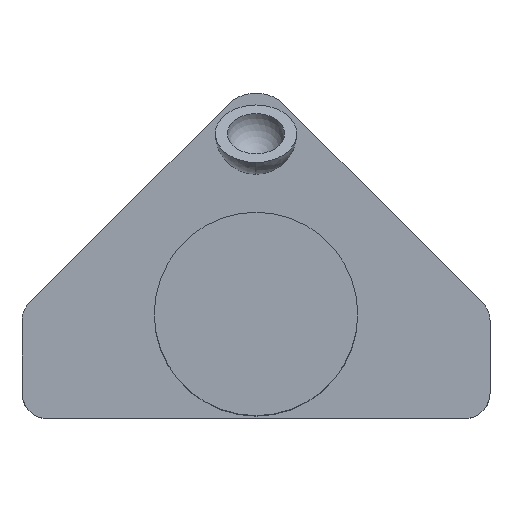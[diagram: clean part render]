
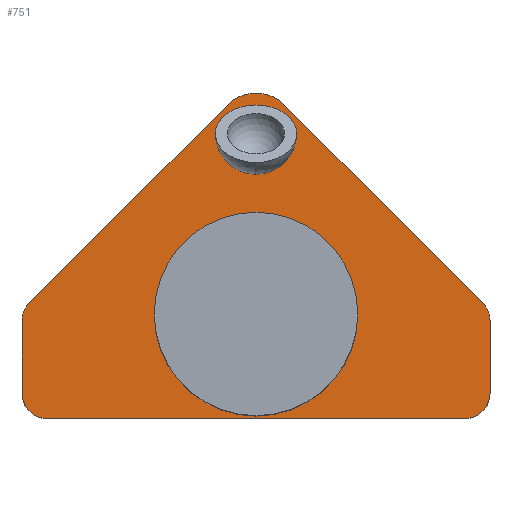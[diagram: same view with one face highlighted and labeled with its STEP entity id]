
A CAD part, top view. The second image highlights one B-rep face of the part: STEP entity #751.
In plain terms, the highlighted planar face has unit normal (0, 0, 1).
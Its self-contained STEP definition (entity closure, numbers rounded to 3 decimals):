
#8 = DIRECTION ( 'NONE',  ( 0., 0., 1. ) ) ;
#11 = EDGE_CURVE ( 'NONE', #373, #962, #33, .T. ) ;
#13 = CARTESIAN_POINT ( 'NONE',  ( 0., 0., 7.869 ) ) ;
#33 = LINE ( 'NONE', #341, #285 ) ;
#41 = AXIS2_PLACEMENT_3D ( 'NONE', #840, #154, #633 ) ;
#69 = ORIENTED_EDGE ( 'NONE', *, *, #491, .F. ) ;
#80 = VERTEX_POINT ( 'NONE', #248 ) ;
#85 = CARTESIAN_POINT ( 'NONE',  ( 128., -40.993, 7.869 ) ) ;
#86 = VECTOR ( 'NONE', #511, 1000. ) ;
#112 = FACE_OUTER_BOUND ( 'NONE', #1263, .T. ) ;
#128 = VERTEX_POINT ( 'NONE', #821 ) ;
#129 = EDGE_CURVE ( 'NONE', #818, #522, #679, .T. ) ;
#132 = AXIS2_PLACEMENT_3D ( 'NONE', #618, #322, #1008 ) ;
#133 = CARTESIAN_POINT ( 'NONE',  ( 6.4, 77.407, 7.869 ) ) ;
#136 = ORIENTED_EDGE ( 'NONE', *, *, #396, .T. ) ;
#141 = LINE ( 'NONE', #1001, #1123 ) ;
#146 = DIRECTION ( 'NONE',  ( -1., 0., 0. ) ) ;
#154 = DIRECTION ( 'NONE',  ( 0., 0., 1. ) ) ;
#169 = EDGE_CURVE ( 'NONE', #1212, #80, #1260, .T. ) ;
#170 = ORIENTED_EDGE ( 'NONE', *, *, #423, .T. ) ;
#178 = CARTESIAN_POINT ( 'NONE',  ( -6.4, 64.607, 7.869 ) ) ;
#202 = CARTESIAN_POINT ( 'NONE',  ( -6.4, 64.607, 7.869 ) ) ;
#208 = EDGE_CURVE ( 'NONE', #598, #642, #573, .T. ) ;
#229 = CIRCLE ( 'NONE', #257, 10. ) ;
#235 = VERTEX_POINT ( 'NONE', #591 ) ;
#241 = DIRECTION ( 'NONE',  ( -1., 0., 0. ) ) ;
#244 = VERTEX_POINT ( 'NONE', #900 ) ;
#248 = CARTESIAN_POINT ( 'NONE',  ( 6.4, 64.607, 7.869 ) ) ;
#253 = CARTESIAN_POINT ( 'NONE',  ( -6.4, 77.407, 7.869 ) ) ;
#257 = AXIS2_PLACEMENT_3D ( 'NONE', #1235, #1126, #1143 ) ;
#263 = FACE_BOUND ( 'NONE', #1108, .T. ) ;
#285 = VECTOR ( 'NONE', #924, 1000. ) ;
#288 = DIRECTION ( 'NONE',  ( -1., 0., 0. ) ) ;
#304 = EDGE_CURVE ( 'NONE', #128, #386, #141, .T. ) ;
#322 = DIRECTION ( 'NONE',  ( 0., 0., 1. ) ) ;
#326 = ORIENTED_EDGE ( 'NONE', *, *, #385, .T. ) ;
#340 = FACE_BOUND ( 'NONE', #1198, .T. ) ;
#341 = CARTESIAN_POINT ( 'NONE',  ( -6.4, 77.407, 7.869 ) ) ;
#342 = LINE ( 'NONE', #916, #925 ) ;
#353 = DIRECTION ( 'NONE',  ( 0., 0., 1. ) ) ;
#358 = CARTESIAN_POINT ( 'NONE',  ( -92., -30.993, 7.869 ) ) ;
#360 = VECTOR ( 'NONE', #1054, 1000. ) ;
#369 = EDGE_CURVE ( 'NONE', #818, #1032, #342, .T. ) ;
#373 = VERTEX_POINT ( 'NONE', #133 ) ;
#375 = VECTOR ( 'NONE', #755, 1000. ) ;
#385 = EDGE_CURVE ( 'NONE', #235, #598, #678, .T. ) ;
#386 = VERTEX_POINT ( 'NONE', #1020 ) ;
#390 = CARTESIAN_POINT ( 'NONE',  ( 0., -8.993, 7.869 ) ) ;
#393 = AXIS2_PLACEMENT_3D ( 'NONE', #13, #8, #788 ) ;
#396 = EDGE_CURVE ( 'NONE', #642, #386, #1176, .T. ) ;
#403 = VERTEX_POINT ( 'NONE', #820 ) ;
#417 = ORIENTED_EDGE ( 'NONE', *, *, #1230, .F. ) ;
#421 = DIRECTION ( 'NONE',  ( 0., 0., 1. ) ) ;
#423 = EDGE_CURVE ( 'NONE', #128, #244, #508, .T. ) ;
#445 = VECTOR ( 'NONE', #822, 1000. ) ;
#446 = EDGE_CURVE ( 'NONE', #1052, #403, #993, .T. ) ;
#464 = LINE ( 'NONE', #586, #844 ) ;
#465 = CARTESIAN_POINT ( 'NONE',  ( 6.4, 77.407, 7.869 ) ) ;
#491 = EDGE_CURVE ( 'NONE', #962, #1212, #690, .T. ) ;
#502 = CARTESIAN_POINT ( 'NONE',  ( 92., 0., 7.869 ) ) ;
#503 = AXIS2_PLACEMENT_3D ( 'NONE', #904, #421, #146 ) ;
#508 = CIRCLE ( 'NONE', #41, 16. ) ;
#511 = DIRECTION ( 'NONE',  ( 0., 1., 0. ) ) ;
#522 = VERTEX_POINT ( 'NONE', #1041 ) ;
#532 = LINE ( 'NONE', #85, #360 ) ;
#563 = DIRECTION ( 'NONE',  ( -1., 0., 0. ) ) ;
#568 = ORIENTED_EDGE ( 'NONE', *, *, #1081, .T. ) ;
#573 = LINE ( 'NONE', #502, #86 ) ;
#586 = CARTESIAN_POINT ( 'NONE',  ( -46.817, 46.817, 7.869 ) ) ;
#589 = ORIENTED_EDGE ( 'NONE', *, *, #369, .F. ) ;
#591 = CARTESIAN_POINT ( 'NONE',  ( 82., -40.993, 7.869 ) ) ;
#598 = VERTEX_POINT ( 'NONE', #954 ) ;
#605 = ORIENTED_EDGE ( 'NONE', *, *, #304, .F. ) ;
#615 = DIRECTION ( 'NONE',  ( 0., 1., 0. ) ) ;
#617 = EDGE_CURVE ( 'NONE', #80, #373, #1068, .T. ) ;
#618 = CARTESIAN_POINT ( 'NONE',  ( 82., -30.993, 7.869 ) ) ;
#633 = DIRECTION ( 'NONE',  ( 1., 0., 0. ) ) ;
#642 = VERTEX_POINT ( 'NONE', #855 ) ;
#646 = AXIS2_PLACEMENT_3D ( 'NONE', #390, #878, #288 ) ;
#671 = EDGE_CURVE ( 'NONE', #235, #522, #532, .T. ) ;
#678 = CIRCLE ( 'NONE', #132, 10. ) ;
#679 = CIRCLE ( 'NONE', #795, 10. ) ;
#690 = LINE ( 'NONE', #1036, #445 ) ;
#699 = ORIENTED_EDGE ( 'NONE', *, *, #208, .T. ) ;
#705 = ORIENTED_EDGE ( 'NONE', *, *, #446, .F. ) ;
#711 = ORIENTED_EDGE ( 'NONE', *, *, #169, .F. ) ;
#722 = CARTESIAN_POINT ( 'NONE',  ( 0., 0., 7.869 ) ) ;
#723 = EDGE_CURVE ( 'NONE', #244, #789, #464, .T. ) ;
#751 = ADVANCED_FACE ( 'NONE', ( #112, #263, #340 ), #769, .F. ) ;
#755 = DIRECTION ( 'NONE',  ( 0., 1., 0. ) ) ;
#769 = PLANE ( 'NONE',  #646 ) ;
#788 = DIRECTION ( 'NONE',  ( -1., 0., 0. ) ) ;
#789 = VERTEX_POINT ( 'NONE', #952 ) ;
#795 = AXIS2_PLACEMENT_3D ( 'NONE', #1234, #956, #563 ) ;
#811 = DIRECTION ( 'NONE',  ( 0.707, -0.707, 0. ) ) ;
#818 = VERTEX_POINT ( 'NONE', #358 ) ;
#820 = CARTESIAN_POINT ( 'NONE',  ( -40., 0., 7.869 ) ) ;
#821 = CARTESIAN_POINT ( 'NONE',  ( 11.314, 82.321, 7.869 ) ) ;
#822 = DIRECTION ( 'NONE',  ( 0., -1., 0. ) ) ;
#831 = CARTESIAN_POINT ( 'NONE',  ( 40., 0., 7.869 ) ) ;
#840 = CARTESIAN_POINT ( 'NONE',  ( 0., 71.007, 7.869 ) ) ;
#844 = VECTOR ( 'NONE', #1258, 1000. ) ;
#855 = CARTESIAN_POINT ( 'NONE',  ( 92., -2.508, 7.869 ) ) ;
#878 = DIRECTION ( 'NONE',  ( 0., 0., -1. ) ) ;
#882 = ORIENTED_EDGE ( 'NONE', *, *, #11, .F. ) ;
#900 = CARTESIAN_POINT ( 'NONE',  ( -11.314, 82.321, 7.869 ) ) ;
#904 = CARTESIAN_POINT ( 'NONE',  ( 82., -2.508, 7.869 ) ) ;
#916 = CARTESIAN_POINT ( 'NONE',  ( -92., 0., 7.869 ) ) ;
#924 = DIRECTION ( 'NONE',  ( -1., 0., 0. ) ) ;
#925 = VECTOR ( 'NONE', #615, 1000. ) ;
#927 = VECTOR ( 'NONE', #983, 1000. ) ;
#929 = ORIENTED_EDGE ( 'NONE', *, *, #671, .F. ) ;
#940 = ORIENTED_EDGE ( 'NONE', *, *, #723, .T. ) ;
#946 = CARTESIAN_POINT ( 'NONE',  ( -92., -2.508, 7.869 ) ) ;
#952 = CARTESIAN_POINT ( 'NONE',  ( -89.071, 4.563, 7.869 ) ) ;
#954 = CARTESIAN_POINT ( 'NONE',  ( 92., -30.993, 7.869 ) ) ;
#956 = DIRECTION ( 'NONE',  ( 0., 0., 1. ) ) ;
#962 = VERTEX_POINT ( 'NONE', #253 ) ;
#971 = AXIS2_PLACEMENT_3D ( 'NONE', #722, #353, #241 ) ;
#983 = DIRECTION ( 'NONE',  ( 1., 0., 0. ) ) ;
#993 = CIRCLE ( 'NONE', #971, 40. ) ;
#1001 = CARTESIAN_POINT ( 'NONE',  ( 46.817, 46.817, 7.869 ) ) ;
#1008 = DIRECTION ( 'NONE',  ( -1., 0., 0. ) ) ;
#1020 = CARTESIAN_POINT ( 'NONE',  ( 89.071, 4.563, 7.869 ) ) ;
#1032 = VERTEX_POINT ( 'NONE', #946 ) ;
#1036 = CARTESIAN_POINT ( 'NONE',  ( -6.4, 77.407, 7.869 ) ) ;
#1041 = CARTESIAN_POINT ( 'NONE',  ( -82., -40.993, 7.869 ) ) ;
#1052 = VERTEX_POINT ( 'NONE', #831 ) ;
#1054 = DIRECTION ( 'NONE',  ( -1., 0., 0. ) ) ;
#1068 = LINE ( 'NONE', #465, #375 ) ;
#1081 = EDGE_CURVE ( 'NONE', #789, #1032, #229, .T. ) ;
#1104 = ORIENTED_EDGE ( 'NONE', *, *, #129, .T. ) ;
#1108 = EDGE_LOOP ( 'NONE', ( #417, #705 ) ) ;
#1123 = VECTOR ( 'NONE', #811, 1000. ) ;
#1126 = DIRECTION ( 'NONE',  ( 0., 0., 1. ) ) ;
#1143 = DIRECTION ( 'NONE',  ( -1., 0., 0. ) ) ;
#1157 = CIRCLE ( 'NONE', #393, 40. ) ;
#1176 = CIRCLE ( 'NONE', #503, 10. ) ;
#1198 = EDGE_LOOP ( 'NONE', ( #1256, #711, #69, #882 ) ) ;
#1212 = VERTEX_POINT ( 'NONE', #178 ) ;
#1230 = EDGE_CURVE ( 'NONE', #403, #1052, #1157, .T. ) ;
#1234 = CARTESIAN_POINT ( 'NONE',  ( -82., -30.993, 7.869 ) ) ;
#1235 = CARTESIAN_POINT ( 'NONE',  ( -82., -2.508, 7.869 ) ) ;
#1256 = ORIENTED_EDGE ( 'NONE', *, *, #617, .F. ) ;
#1258 = DIRECTION ( 'NONE',  ( -0.707, -0.707, 0. ) ) ;
#1260 = LINE ( 'NONE', #202, #927 ) ;
#1263 = EDGE_LOOP ( 'NONE', ( #940, #568, #589, #1104, #929, #326, #699, #136, #605, #170 ) ) ;
